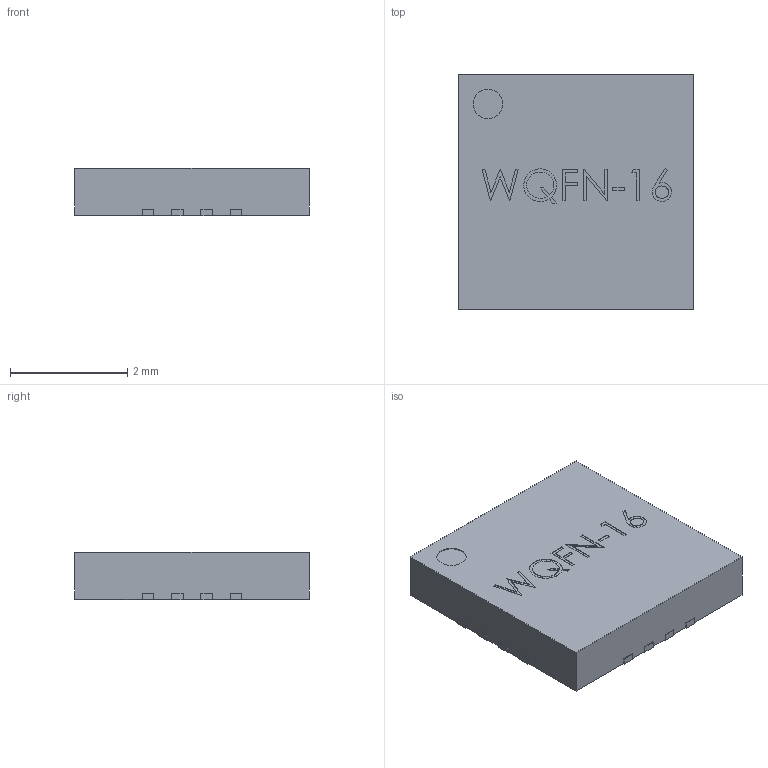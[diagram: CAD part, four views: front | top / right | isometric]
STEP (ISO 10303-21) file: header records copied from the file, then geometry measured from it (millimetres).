
FILE_DESCRIPTION(('FreeCAD Model'),'2;1');
FILE_NAME('QFN-16-1EP_4x4mm_Pitch0.5mm.step','2015-12-14T17:38:44',( 'Author'),(''),'Open CASCADE STEP processor 6.8','FreeCAD','Unknown' );
FILE_SCHEMA(('AUTOMOTIVE_DESIGN_CC2 { 1 2 10303 214 -1 1 5 4 }'));
Length unit declared in the file: millimetre
Products named in the file (1): WQFN-16_4x4mm_0.5mmPitch
Bounding box: 4.02 x 4.02 x 0.81 mm (x, y, z)
Volume: 12.9 mm3; surface area: 45.4 mm2
Topology: 1 solids, 1 shells, 191 faces, 534 edges, 356 vertices
Faces by surface type: plane 170, bspline 19, cylinder 2
Entity records: 16999 total; most frequent: CARTESIAN_POINT 5145, DIRECTION 1830, LINE 1472, VECTOR 1472, ORIENTED_EDGE 1068, PCURVE 1068, DEFINITIONAL_REPRESENTATION 1068, EDGE_CURVE 534
